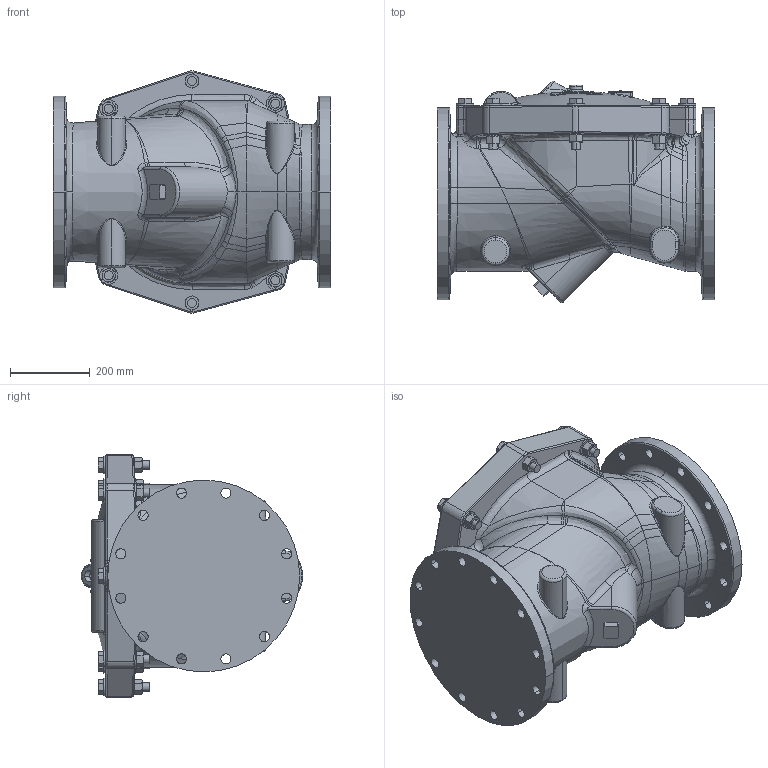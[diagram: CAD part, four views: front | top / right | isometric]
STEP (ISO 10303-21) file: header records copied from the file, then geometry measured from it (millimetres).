
FILE_DESCRIPTION((''),'2;1');
FILE_NAME('512A_SW0007','2020-07-21T13:14:13',('tomb'),(''),'CREO PARAMETRIC BY PTC INC, 2020053','CREO PARAMETRIC BY PTC INC, 2020053','');
FILE_SCHEMA(('CONFIG_CONTROL_DESIGN'));
Products named in the file (1): 512A_SW0007
Bounding box: 698.5 x 556.52 x 609.58 mm (x, y, z)
Volume: 40785427.7 mm3; surface area: 3102089.9 mm2
Topology: 2 solids, 2 shells, 1351 faces, 3147 edges, 1837 vertices
Faces by surface type: bspline 608, cylinder 239, plane 231, cone 128, torus 112, sphere 31, extrusion 2
Entity records: 103692 total; most frequent: CARTESIAN_POINT 77451, ORIENTED_EDGE 6264, DIRECTION 4269, EDGE_CURVE 3132, AXIS2_PLACEMENT_3D 1857, VERTEX_POINT 1837, B_SPLINE_CURVE_WITH_KNOTS 1465, EDGE_LOOP 1455
